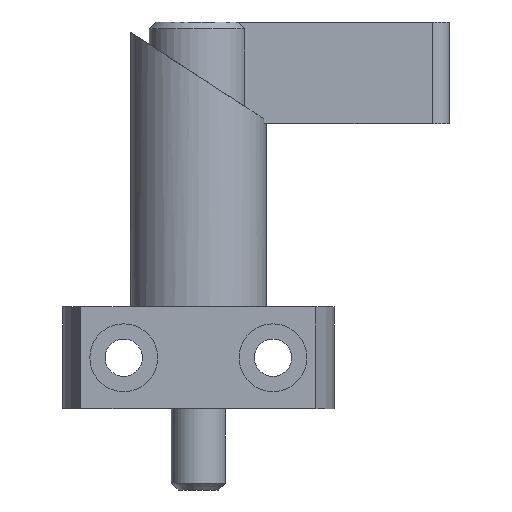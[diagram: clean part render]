
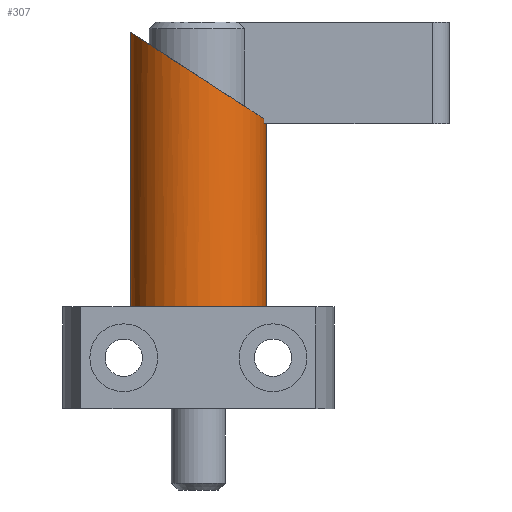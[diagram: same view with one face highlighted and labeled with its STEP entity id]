
A CAD part, front view. The second image highlights one B-rep face of the part: STEP entity #307.
In plain terms, the highlighted cylindrical face has radius 10 mm (diameter 20 mm), a partial arc.
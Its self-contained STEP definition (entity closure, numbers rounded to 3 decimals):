
#307=ADVANCED_FACE('',(#802),#803,.T.);
#315=EDGE_CURVE('',#531,#481,#812,.T.);
#379=EDGE_CURVE('',#481,#415,#881,.T.);
#415=VERTEX_POINT('',#917);
#435=VERTEX_POINT('',#942);
#441=VERTEX_POINT('',#948);
#479=EDGE_CURVE('',#435,#441,#993,.T.);
#481=VERTEX_POINT('',#995);
#531=VERTEX_POINT('',#1051);
#683=EDGE_CURVE('',#441,#531,#1231,.T.);
#729=EDGE_CURVE('',#415,#435,#1279,.T.);
#802=FACE_OUTER_BOUND('',#1360,.T.);
#803=CYLINDRICAL_SURFACE('',#1361,10.0);
#812=LINE('',#1372,#1373);
#881=ELLIPSE('',#1475,11.924,10.0);
#917=CARTESIAN_POINT('',(-10.0,0.,55.488));
#942=CARTESIAN_POINT('',(-10.0,0.,15.0));
#948=CARTESIAN_POINT('',(0.,-10.0,15.0));
#993=CIRCLE('',#1617,10.0);
#995=CARTESIAN_POINT('',(10.0,0.0,42.5));
#1051=CARTESIAN_POINT('',(10.0,0.,15.0));
#1231=CIRCLE('',#1933,10.0);
#1279=LINE('',#1995,#1996);
#1360=EDGE_LOOP('',(#2070,#2071,#2072,#2073,#2074));
#1361=AXIS2_PLACEMENT_3D('',#2075,#2076,#2077);
#1372=CARTESIAN_POINT('',(10.0,0.,27.8));
#1373=VECTOR('',#2089,1.0);
#1475=AXIS2_PLACEMENT_3D('',#2167,#2168,#2169);
#1617=AXIS2_PLACEMENT_3D('',#2291,#2292,#2293);
#1933=AXIS2_PLACEMENT_3D('',#2619,#2620,#2621);
#1995=CARTESIAN_POINT('',(-10.0,0.,27.8));
#1996=VECTOR('',#2657,1.0);
#2070=ORIENTED_EDGE('',*,*,#315,.T.);
#2071=ORIENTED_EDGE('',*,*,#379,.T.);
#2072=ORIENTED_EDGE('',*,*,#729,.T.);
#2073=ORIENTED_EDGE('',*,*,#479,.T.);
#2074=ORIENTED_EDGE('',*,*,#683,.T.);
#2075=CARTESIAN_POINT('',(0.0,0.0,27.8));
#2076=DIRECTION('',(-0.0,-0.0,-1.0));
#2077=DIRECTION('',(1.0,0.0,0.0));
#2089=DIRECTION('',(0.0,0.0,1.0));
#2167=CARTESIAN_POINT('',(0.0,0.0,48.994));
#2168=DIRECTION('',(-0.545,-0.0,-0.839));
#2169=DIRECTION('',(0.839,0.0,-0.545));
#2291=CARTESIAN_POINT('',(0.0,0.0,15.0));
#2292=DIRECTION('',(0.0,0.0,1.0));
#2293=DIRECTION('',(1.0,0.0,0.0));
#2619=CARTESIAN_POINT('',(0.0,0.0,15.0));
#2620=DIRECTION('',(0.0,0.0,1.0));
#2621=DIRECTION('',(1.0,0.0,0.0));
#2657=DIRECTION('',(-0.0,-0.0,-1.0));
